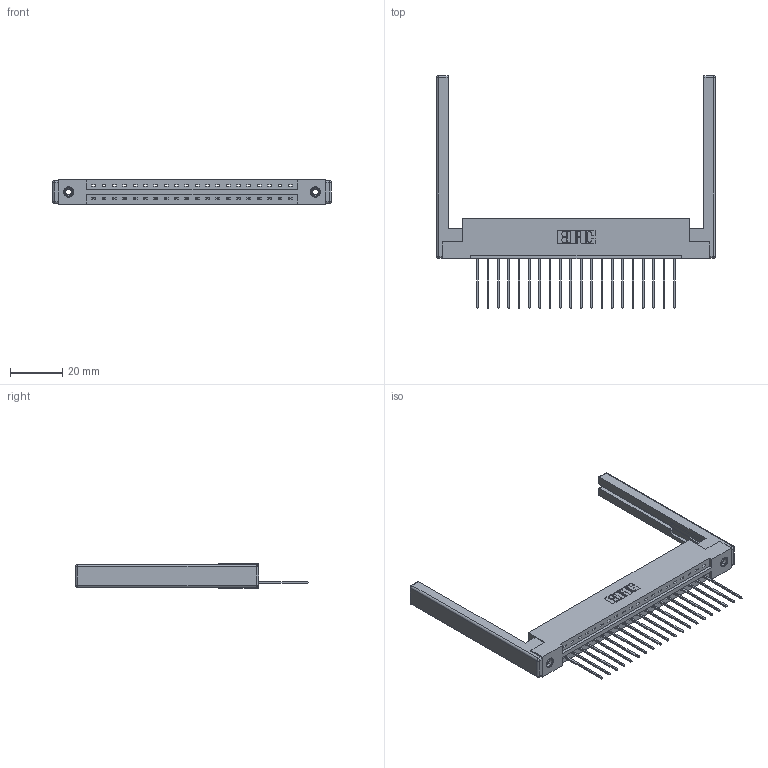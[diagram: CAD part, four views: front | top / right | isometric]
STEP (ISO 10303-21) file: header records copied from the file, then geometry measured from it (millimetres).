
FILE_DESCRIPTION (( 'STEP AP203' ), '1' );
FILE_NAME ('337-020-541-168.STEP', '2019-09-28T23:10:17', ( '' ), ( '' ), 'SwSTEP 2.0', 'SolidWorks 2016', '' );
FILE_SCHEMA (( 'CONFIG_CONTROL_DESIGN' ));
Length unit declared in the file: inch
Products named in the file (5): 345-292-001_345-293-141; 337-020-541-168; 307-220-068; 345-250-001_345-250-001-102; 337 Part_Flush Mounting Lugs - 0.156 Dia-TI
Assembly tree (25 placements, depth 2):
  337-020-541-168
    337 Part_Flush Mounting Lugs - 0.156 Dia-TI
    345-292-001_345-293-141  x20
    345-250-001_345-250-001-102  x2
    307-220-068  x2
Bounding box: 106.68 x 89.03 x 9.4 mm (x, y, z)
Volume: 15269.5 mm3; surface area: 15617.6 mm2
Topology: 25 solids, 25 shells, 1508 faces, 4461 edges, 2926 vertices
Faces by surface type: plane 1078, cylinder 406, cone 12, sphere 8, torus 4
Entity records: 20490 total; most frequent: CARTESIAN_POINT 3523, ORIENTED_EDGE 3468, DIRECTION 3084, EDGE_CURVE 1734, LINE 1556, VECTOR 1556, VERTEX_POINT 1146, AXIS2_PLACEMENT_3D 764
